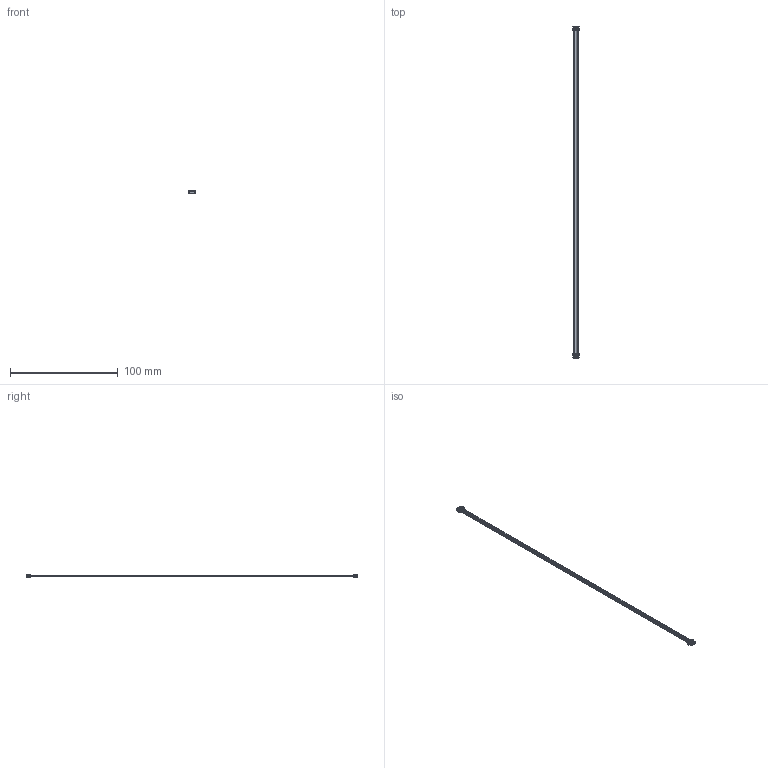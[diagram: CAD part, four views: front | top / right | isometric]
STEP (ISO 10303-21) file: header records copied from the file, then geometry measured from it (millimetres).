
FILE_DESCRIPTION((''),'2;1');
FILE_NAME('151340403','2019-12-25T',('gga'),(''),'PRO/ENGINEER BY PARAMETRIC TECHNOLOGY CORPORATION, 2016010','PRO/ENGINEER BY PARAMETRIC TECHNOLOGY CORPORATION, 2016010','');
FILE_SCHEMA(('CONFIG_CONTROL_DESIGN'));
Length unit declared in the file: millimetre
Products named in the file (1): 151340403
Bounding box: 6.75 x 307.9 x 3.2 mm (x, y, z)
Volume: 444.1 mm3; surface area: 2553.8 mm2
Topology: 1 solids, 1 shells, 430 faces, 1134 edges, 724 vertices
Faces by surface type: plane 422, cylinder 8
Entity records: 12913 total; most frequent: CARTESIAN_POINT 2281, ORIENTED_EDGE 2260, DIRECTION 2012, EDGE_CURVE 1130, VECTOR 1118, LINE 1118, VERTEX_POINT 716, EDGE_LOOP 450
